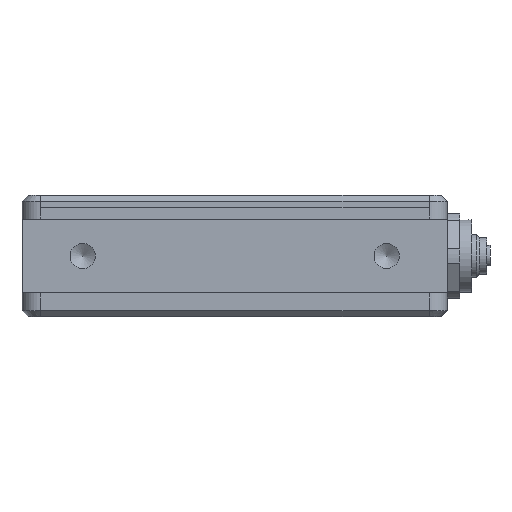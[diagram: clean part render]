
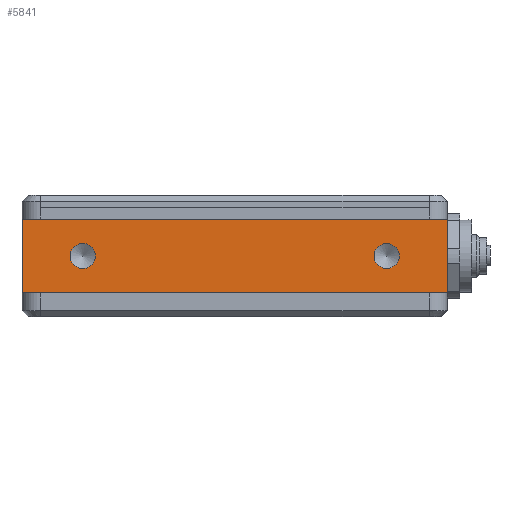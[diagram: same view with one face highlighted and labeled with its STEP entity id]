
A CAD part, front view. The second image highlights one B-rep face of the part: STEP entity #5841.
In plain terms, the highlighted planar face has unit normal (0, -1, 0).
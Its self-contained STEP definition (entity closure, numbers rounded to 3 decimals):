
#160=FACE_BOUND('',#1491,.T.);
#161=FACE_BOUND('',#1492,.T.);
#546=CIRCLE('',#6403,2.067);
#547=CIRCLE('',#6404,2.067);
#1040=FACE_OUTER_BOUND('',#1490,.T.);
#1490=EDGE_LOOP('',(#4903,#4904,#4905,#4906));
#1491=EDGE_LOOP('',(#4907));
#1492=EDGE_LOOP('',(#4908));
#1971=LINE('',#10405,#2338);
#1998=LINE('',#10474,#2365);
#1999=LINE('',#10476,#2366);
#2000=LINE('',#10477,#2367);
#2338=VECTOR('',#7667,12.1);
#2365=VECTOR('',#7742,70.);
#2366=VECTOR('',#7743,12.1);
#2367=VECTOR('',#7744,70.);
#2847=VERTEX_POINT('',#10402);
#2848=VERTEX_POINT('',#10404);
#2866=VERTEX_POINT('',#10470);
#2867=VERTEX_POINT('',#10475);
#2868=VERTEX_POINT('',#10478);
#2869=VERTEX_POINT('',#10480);
#3561=EDGE_CURVE('',#2848,#2847,#1971,.T.);
#3597=EDGE_CURVE('',#2847,#2866,#1998,.T.);
#3598=EDGE_CURVE('',#2866,#2867,#1999,.T.);
#3599=EDGE_CURVE('',#2867,#2848,#2000,.T.);
#3600=EDGE_CURVE('',#2868,#2868,#546,.T.);
#3601=EDGE_CURVE('',#2869,#2869,#547,.T.);
#4903=ORIENTED_EDGE('',*,*,#3597,.T.);
#4904=ORIENTED_EDGE('',*,*,#3598,.T.);
#4905=ORIENTED_EDGE('',*,*,#3599,.T.);
#4906=ORIENTED_EDGE('',*,*,#3561,.T.);
#4907=ORIENTED_EDGE('',*,*,#3600,.T.);
#4908=ORIENTED_EDGE('',*,*,#3601,.T.);
#5556=PLANE('',#6402);
#5841=ADVANCED_FACE('',(#1040,#160,#161),#5556,.F.);
#6402=AXIS2_PLACEMENT_3D('',#10473,#7740,#7741);
#6403=AXIS2_PLACEMENT_3D('',#10479,#7745,#7746);
#6404=AXIS2_PLACEMENT_3D('',#10481,#7747,#7748);
#7667=DIRECTION('',(0.,0.,-1.));
#7740=DIRECTION('center_axis',(0.,1.,0.));
#7741=DIRECTION('ref_axis',(0.,0.,1.));
#7742=DIRECTION('',(1.,0.,0.));
#7743=DIRECTION('',(0.,0.,1.));
#7744=DIRECTION('',(-1.,0.,0.));
#7745=DIRECTION('center_axis',(0.,1.,0.));
#7746=DIRECTION('ref_axis',(1.,0.,0.));
#7747=DIRECTION('center_axis',(0.,1.,0.));
#7748=DIRECTION('ref_axis',(1.,0.,0.));
#10402=CARTESIAN_POINT('',(-35.,-46.,3.95));
#10404=CARTESIAN_POINT('',(-35.,-46.,16.05));
#10405=CARTESIAN_POINT('',(-35.,-46.,16.05));
#10470=CARTESIAN_POINT('',(35.,-46.,3.95));
#10473=CARTESIAN_POINT('Origin',(0.,-46.,10.));
#10474=CARTESIAN_POINT('',(-35.,-46.,3.95));
#10475=CARTESIAN_POINT('',(35.,-46.,16.05));
#10476=CARTESIAN_POINT('',(35.,-46.,3.95));
#10477=CARTESIAN_POINT('',(35.,-46.,16.05));
#10478=CARTESIAN_POINT('',(27.067,-46.,10.));
#10479=CARTESIAN_POINT('Origin',(25.,-46.,10.));
#10480=CARTESIAN_POINT('',(-22.933,-46.,10.));
#10481=CARTESIAN_POINT('Origin',(-25.,-46.,10.));
